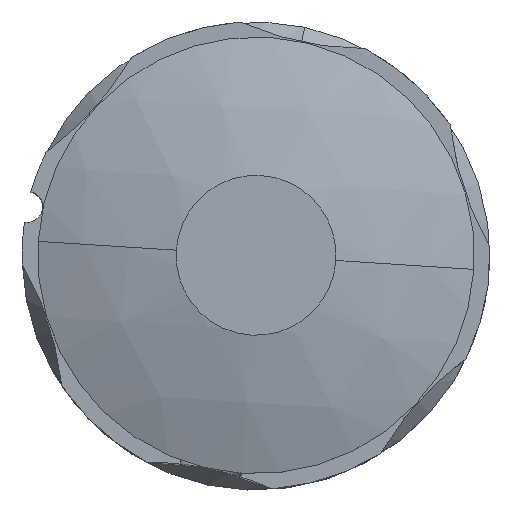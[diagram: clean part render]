
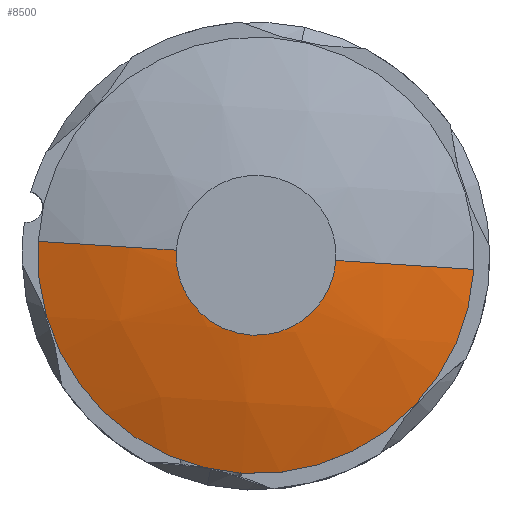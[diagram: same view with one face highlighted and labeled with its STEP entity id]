
A CAD part, top view. The second image highlights one B-rep face of the part: STEP entity #8500.
In plain terms, the highlighted spherical face has radius 20 mm.
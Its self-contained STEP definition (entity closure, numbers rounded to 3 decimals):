
#602 = EDGE_CURVE ( 'NONE', #8319, #14216, #3870, .T. ) ;
#881 = CARTESIAN_POINT ( 'NONE',  ( 0., 18.735, 0. ) ) ;
#1239 = VERTEX_POINT ( 'NONE', #13684 ) ;
#1490 = DIRECTION ( 'NONE',  ( 0., 0., -1. ) ) ;
#1563 = DIRECTION ( 'NONE',  ( -1., 0., 0. ) ) ;
#1775 = DIRECTION ( 'NONE',  ( 0., 0., -1. ) ) ;
#3539 = DIRECTION ( 'NONE',  ( 0., 0., 1. ) ) ;
#3689 = VERTEX_POINT ( 'NONE', #7916 ) ;
#3742 = CIRCLE ( 'NONE', #10826, 20. ) ;
#3789 = FACE_OUTER_BOUND ( 'NONE', #15511, .T. ) ;
#3870 = CIRCLE ( 'NONE', #15131, 7. ) ;
#4028 = DIRECTION ( 'NONE',  ( -1., 0., 0. ) ) ;
#4068 = ORIENTED_EDGE ( 'NONE', *, *, #12528, .T. ) ;
#4890 = ORIENTED_EDGE ( 'NONE', *, *, #14789, .F. ) ;
#5032 = CIRCLE ( 'NONE', #11807, 20. ) ;
#5480 = AXIS2_PLACEMENT_3D ( 'NONE', #15207, #6425, #1563 ) ;
#5661 = ORIENTED_EDGE ( 'NONE', *, *, #14194, .F. ) ;
#5765 = CIRCLE ( 'NONE', #13092, 7. ) ;
#6187 = CIRCLE ( 'NONE', #15467, 2.564 ) ;
#6425 = DIRECTION ( 'NONE',  ( 0., 0., -1. ) ) ;
#6534 = DIRECTION ( 'NONE',  ( 0., 0., -1. ) ) ;
#6962 = DIRECTION ( 'NONE',  ( 0., 0., -1. ) ) ;
#7592 = CARTESIAN_POINT ( 'NONE',  ( 0., 19.835, 0. ) ) ;
#7916 = CARTESIAN_POINT ( 'NONE',  ( -2.564, 19.835, 0. ) ) ;
#8032 = SPHERICAL_SURFACE ( 'NONE', #5480, 20. ) ;
#8319 = VERTEX_POINT ( 'NONE', #9928 ) ;
#8500 = ADVANCED_FACE ( 'NONE', ( #3789 ), #8032, .T. ) ;
#8622 = CARTESIAN_POINT ( 'NONE',  ( -7., 18.735, 0. ) ) ;
#9928 = CARTESIAN_POINT ( 'NONE',  ( 7., 18.735, 0. ) ) ;
#10192 = EDGE_CURVE ( 'NONE', #3689, #12381, #3742, .T. ) ;
#10826 = AXIS2_PLACEMENT_3D ( 'NONE', #13502, #3539, #10948 ) ;
#10948 = DIRECTION ( 'NONE',  ( 0., -1., 0. ) ) ;
#11298 = DIRECTION ( 'NONE',  ( 0., -1., 0. ) ) ;
#11807 = AXIS2_PLACEMENT_3D ( 'NONE', #15307, #6534, #4028 ) ;
#12381 = VERTEX_POINT ( 'NONE', #8622 ) ;
#12528 = EDGE_CURVE ( 'NONE', #1239, #3689, #6187, .T. ) ;
#12733 = DIRECTION ( 'NONE',  ( 0., -1., 0. ) ) ;
#13092 = AXIS2_PLACEMENT_3D ( 'NONE', #15295, #12733, #1775 ) ;
#13138 = DIRECTION ( 'NONE',  ( 0., -1., 0. ) ) ;
#13502 = CARTESIAN_POINT ( 'NONE',  ( 0., 0., 0. ) ) ;
#13684 = CARTESIAN_POINT ( 'NONE',  ( 2.564, 19.835, 0. ) ) ;
#14019 = CARTESIAN_POINT ( 'NONE',  ( 0., 18.735, 7. ) ) ;
#14194 = EDGE_CURVE ( 'NONE', #1239, #8319, #5032, .T. ) ;
#14216 = VERTEX_POINT ( 'NONE', #14019 ) ;
#14594 = ORIENTED_EDGE ( 'NONE', *, *, #10192, .T. ) ;
#14789 = EDGE_CURVE ( 'NONE', #14216, #12381, #5765, .T. ) ;
#15131 = AXIS2_PLACEMENT_3D ( 'NONE', #881, #13138, #6962 ) ;
#15207 = CARTESIAN_POINT ( 'NONE',  ( 0., 0., 0. ) ) ;
#15295 = CARTESIAN_POINT ( 'NONE',  ( 0., 18.735, 0. ) ) ;
#15307 = CARTESIAN_POINT ( 'NONE',  ( 0., 0., 0. ) ) ;
#15467 = AXIS2_PLACEMENT_3D ( 'NONE', #7592, #11298, #1490 ) ;
#15511 = EDGE_LOOP ( 'NONE', ( #5661, #4068, #14594, #4890, #15722 ) ) ;
#15722 = ORIENTED_EDGE ( 'NONE', *, *, #602, .F. ) ;
